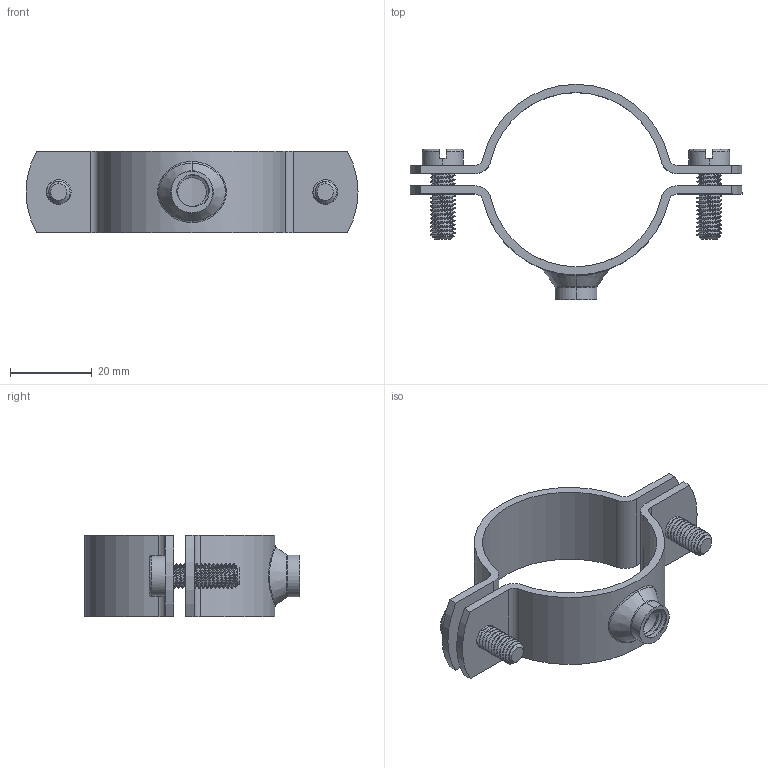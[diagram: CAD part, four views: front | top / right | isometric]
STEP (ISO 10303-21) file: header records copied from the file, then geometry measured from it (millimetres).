
FILE_DESCRIPTION (( 'STEP AP214' ), '1' );
FILE_NAME ('1387081.stp', '2017-11-10T09:54:10', ( '' ), ( '' ), 'SwSTEP 2.0', 'SolidWorks 2014', '' );
FILE_SCHEMA (( 'AUTOMOTIVE_DESIGN' ));
Length unit declared in the file: millimetre
Products named in the file (4): Oberteil_Katalog; Unterteil_Katalog; Schraube_M6x18_Katalog.1; 1387081
Assembly tree (4 placements, depth 2):
  1387081
    Schraube_M6x18_Katalog.1  x2
    Unterteil_Katalog
    Oberteil_Katalog
Bounding box: 81 x 52.5 x 20 mm (x, y, z)
Volume: 9018.5 mm3; surface area: 10565.4 mm2
Topology: 4 solids, 4 shells, 171 faces, 484 edges, 324 vertices
Faces by surface type: cylinder 106, plane 34, bspline 23, cone 8
Entity records: 16044 total; most frequent: CARTESIAN_POINT 11775, ORIENTED_EDGE 670, DIRECTION 528, EDGE_CURVE 335, VERTEX_POINT 224, AXIS2_PLACEMENT_3D 203, EDGE_LOOP 131, UNCERTAINTY_MEASURE_WITH_UNIT 129
